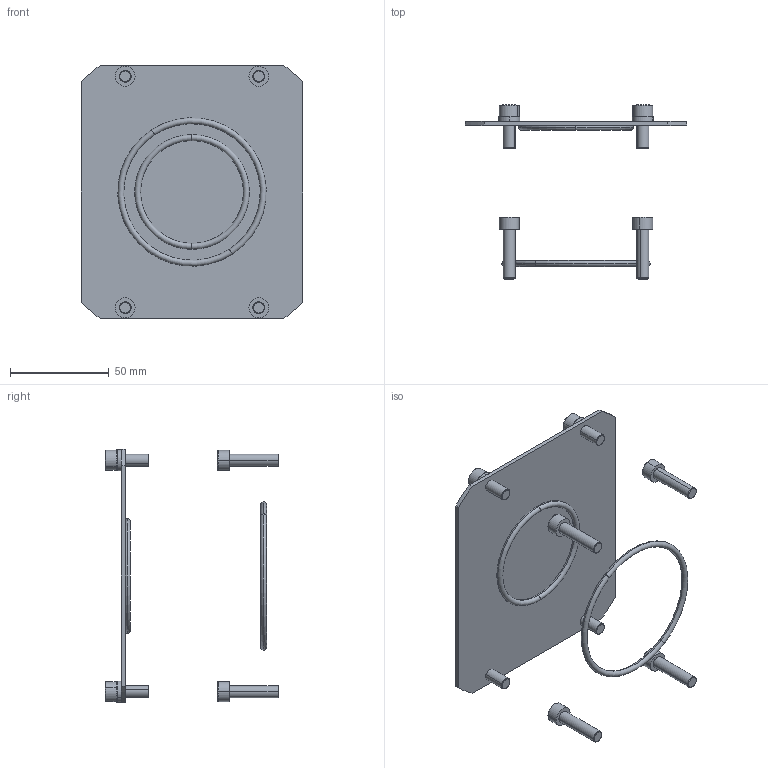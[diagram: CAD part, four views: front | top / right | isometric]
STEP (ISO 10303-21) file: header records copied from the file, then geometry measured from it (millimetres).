
FILE_DESCRIPTION (( 'STEP AP203' ), '1' );
FILE_NAME ('M033_M9301_196.STEP', '2018-05-14T14:32:04', ( '' ), ( '' ), 'SwSTEP 2.0', 'SolidWorks 2016', '' );
FILE_SCHEMA (( 'CONFIG_CONTROL_DESIGN' ));
Length unit declared in the file: millimetre
Products named in the file (1): M033_M9301_196
Bounding box: 112 x 87.7 x 128 mm (x, y, z)
Surface area: 39397.9 mm2 (no closed solid volume)
Topology: 0 solids, 19 shells, 200 faces, 511 edges, 359 vertices
Faces by surface type: plane 100, cylinder 44, torus 24, cone 16, bspline 16
Entity records: 6533 total; most frequent: CARTESIAN_POINT 1474, DIRECTION 1065, ORIENTED_EDGE 974, EDGE_CURVE 511, AXIS2_PLACEMENT_3D 385, VERTEX_POINT 359, LINE 295, VECTOR 295
